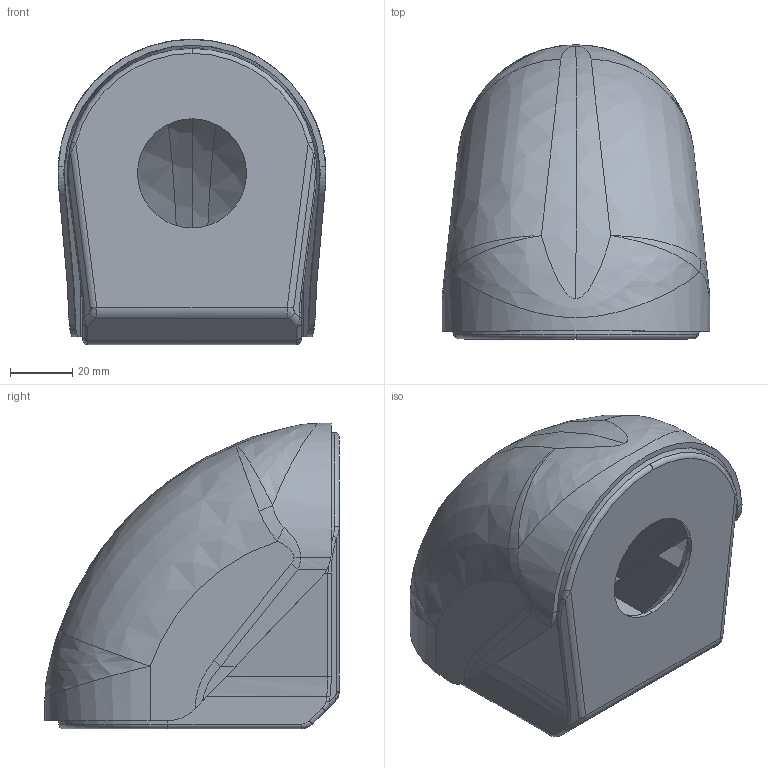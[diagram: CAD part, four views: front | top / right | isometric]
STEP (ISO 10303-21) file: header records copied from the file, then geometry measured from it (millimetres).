
FILE_DESCRIPTION (( 'STEP AP214' ), '1' );
FILE_NAME ('A-2641-01.STEP', '2024-07-15T21:02:01', ( '' ), ( '' ), 'SwSTEP 2.0', 'SolidWorks 2022', '' );
FILE_SCHEMA (( 'AUTOMOTIVE_DESIGN' ));
Length unit declared in the file: millimetre
Products named in the file (3): A-2641-01; PM-3266-01; PM-3245-01
Assembly tree (2 placements, depth 2):
  A-2641-01
    PM-3245-01
    PM-3266-01
Bounding box: 86 x 94.5 x 98 mm (x, y, z)
Volume: 115842.2 mm3; surface area: 62680 mm2
Topology: 2 solids, 2 shells, 129 faces, 323 edges, 194 vertices
Faces by surface type: cylinder 50, bspline 39, plane 27, torus 9, cone 4
Entity records: 6428 total; most frequent: CARTESIAN_POINT 3670, ORIENTED_EDGE 638, DIRECTION 473, EDGE_CURVE 319, VERTEX_POINT 194, AXIS2_PLACEMENT_3D 183, EDGE_LOOP 133, ADVANCED_FACE 129
